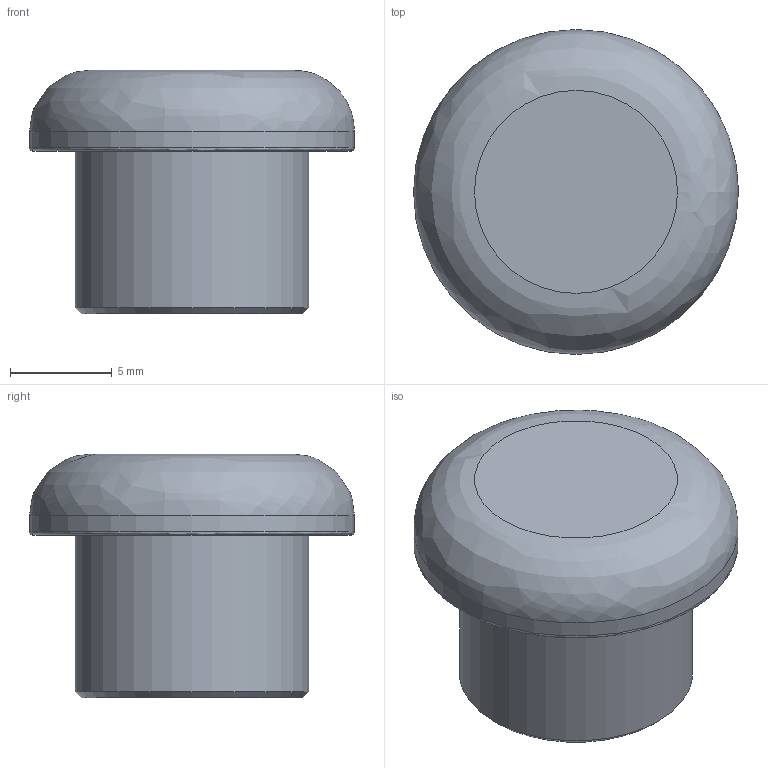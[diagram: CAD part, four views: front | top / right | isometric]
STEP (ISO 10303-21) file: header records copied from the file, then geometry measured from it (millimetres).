
FILE_DESCRIPTION(('STEP AP203'),'2;1');
FILE_NAME('18.009.00.stp','2011-04-22T15:12:16',(''),(''),'2009.3.110','THINKDESIGN','');
FILE_SCHEMA(('CONFIG_CONTROL_DESIGN'));
Length unit declared in the file: millimetre
Bounding box: 16 x 16 x 12 mm (x, y, z)
Volume: 1544.1 mm3; surface area: 813.1 mm2
Topology: 1 solids, 1 shells, 8 faces, 19 edges, 14 vertices
Faces by surface type: plane 3, bspline 3, cylinder 2
Full cylindrical faces by diameter (mm): 11.5 x1, 16 x1
Entity records: 401 total; most frequent: CARTESIAN_POINT 110, DIRECTION 45, ORIENTED_EDGE 38, AXIS2_PLACEMENT_3D 21, EDGE_CURVE 19, CIRCLE 16, VERTEX_POINT 14, EDGE_LOOP 9
